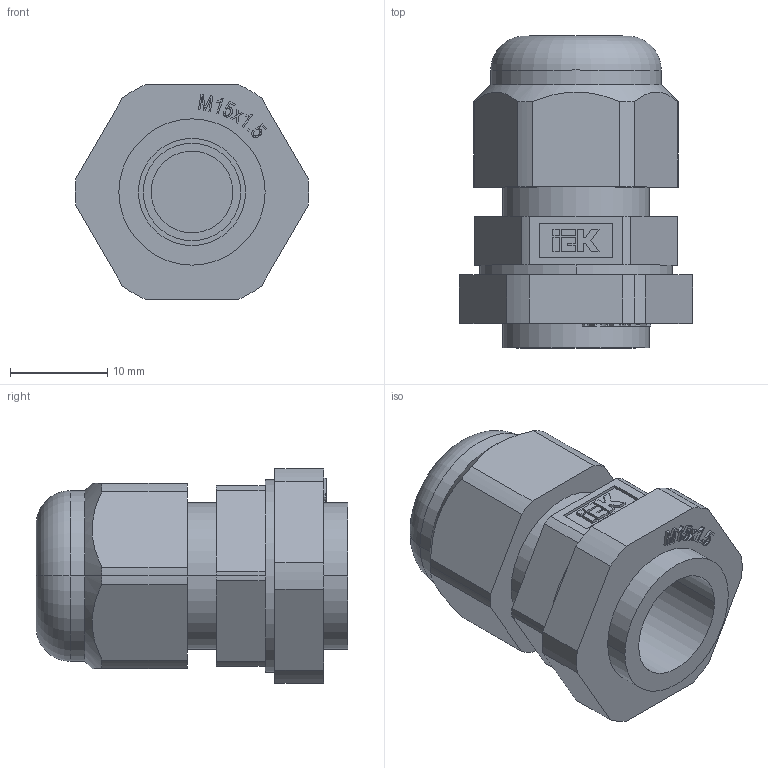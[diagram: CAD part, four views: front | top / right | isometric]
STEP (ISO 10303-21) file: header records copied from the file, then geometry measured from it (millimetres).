
FILE_DESCRIPTION (( 'STEP AP214' ), '1' );
FILE_NAME ('YSA20-08-09-54-K41 Ñàëüíèê PG9 äèàìåòð ïðîâîäíèêà 6-7ìì IP54 ÈÝÊ.STEP', '2016-11-28T08:45:52', ( '' ), ( '' ), 'SwSTEP 2.0', 'SolidWorks 2014', '' );
FILE_SCHEMA (( 'AUTOMOTIVE_DESIGN' ));
Length unit declared in the file: millimetre
Products named in the file (1): YSA20-08-09-54-K41 Ñàëüíèê PG9 äèàìåòð ïðîâîäíèêà 6-7ìì IP54 ÈÝÊ
Bounding box: 23.98 x 32 x 22 mm (x, y, z)
Volume: 6152.5 mm3; surface area: 7029.3 mm2
Topology: 5 solids, 5 shells, 341 faces, 908 edges, 602 vertices
Faces by surface type: plane 221, cylinder 49, bspline 48, cone 19, torus 4
Entity records: 13512 total; most frequent: CARTESIAN_POINT 5196, ORIENTED_EDGE 1816, DIRECTION 1518, EDGE_CURVE 908, VERTEX_POINT 602, VECTOR 570, LINE 570, AXIS2_PLACEMENT_3D 474
